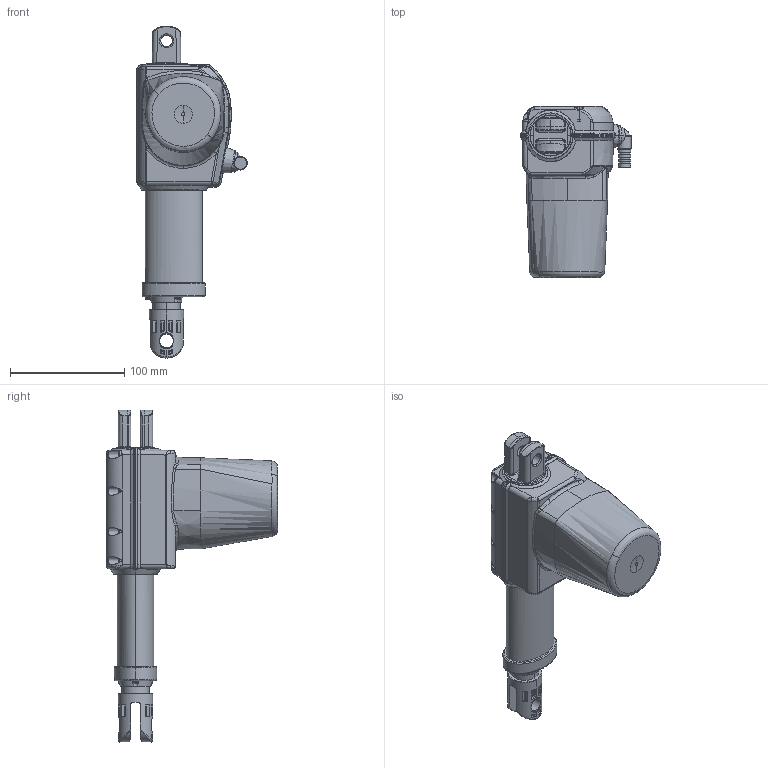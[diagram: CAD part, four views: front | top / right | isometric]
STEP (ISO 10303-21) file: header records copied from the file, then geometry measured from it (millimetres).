
FILE_DESCRIPTION (( 'STEP AP203' ), '1' );
FILE_NAME ('Megamat 12.STEP', '2017-03-30T09:21:36', ( 'admin' ), ( 'Hewlett-Packard Company' ), 'SwSTEP 2.0', 'SolidWorks 2016', '' );
FILE_SCHEMA (( 'CONFIG_CONTROL_DESIGN' ));
Products named in the file (1): Megamat 12
Bounding box: 96.99 x 149.9 x 290.99 mm (x, y, z)
Volume: 13.6 mm3; surface area: 82405.4 mm2
Topology: 2 solids, 3 shells, 1161 faces, 2848 edges, 1727 vertices
Faces by surface type: bspline 368, plane 353, cylinder 199, cone 106, sphere 90, torus 45
Entity records: 51126 total; most frequent: CARTESIAN_POINT 26779, ORIENTED_EDGE 5682, DIRECTION 4319, EDGE_CURVE 2841, VERTEX_POINT 1727, AXIS2_PLACEMENT_3D 1711, EDGE_LOOP 1212, FACE_OUTER_BOUND 1162
